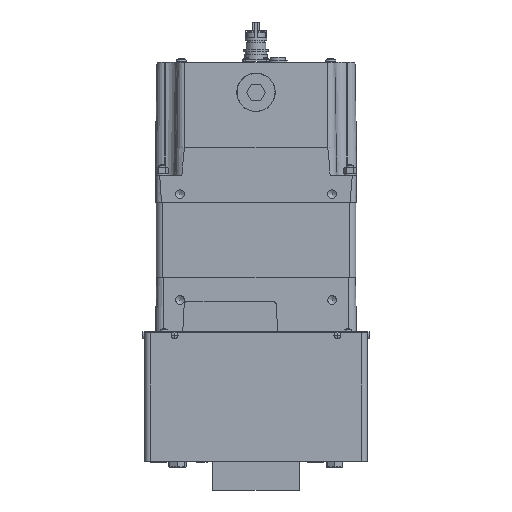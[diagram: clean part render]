
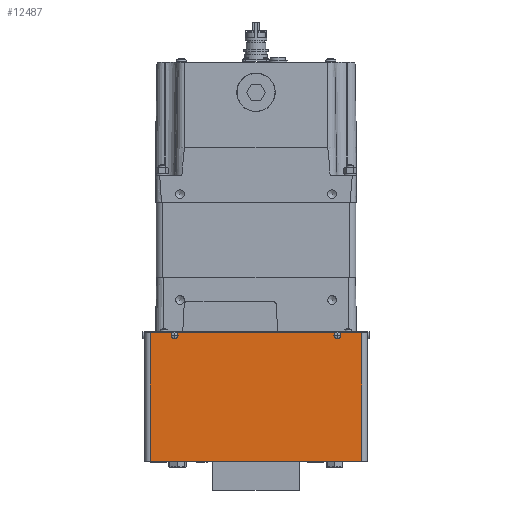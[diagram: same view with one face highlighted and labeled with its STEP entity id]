
A CAD part, left-side view. The second image highlights one B-rep face of the part: STEP entity #12487.
In plain terms, the highlighted planar face has unit normal (-1, 0, 0).
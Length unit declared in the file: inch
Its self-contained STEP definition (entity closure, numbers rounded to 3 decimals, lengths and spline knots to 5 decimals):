
#823=LINE('',#20054,#1990);
#840=LINE('',#20114,#2007);
#848=LINE('',#20142,#2015);
#849=LINE('',#20144,#2016);
#1990=VECTOR('',#15895,9.75);
#2007=VECTOR('',#15944,9.75);
#2015=VECTOR('',#15972,5.9375);
#2016=VECTOR('',#15975,5.9375);
#2890=PLANE('',#14052);
#3636=FACE_BOUND('',#4493,.T.);
#3637=FACE_BOUND('',#4494,.T.);
#3989=FACE_OUTER_BOUND('',#4492,.T.);
#4492=EDGE_LOOP('',(#10279,#10280,#10281,#10282));
#4493=EDGE_LOOP('',(#10283));
#4494=EDGE_LOOP('',(#10284));
#5530=VERTEX_POINT('',#20051);
#5531=VERTEX_POINT('',#20053);
#5554=VERTEX_POINT('',#20103);
#5558=VERTEX_POINT('',#20112);
#5569=VERTEX_POINT('',#20145);
#5570=VERTEX_POINT('',#20147);
#7704=EDGE_CURVE('',#5531,#5530,#823,.T.);
#7735=EDGE_CURVE('',#5554,#5558,#840,.T.);
#7749=EDGE_CURVE('',#5558,#5531,#848,.T.);
#7750=EDGE_CURVE('',#5554,#5530,#849,.T.);
#7751=EDGE_CURVE('',#5569,#5569,#13149,.T.);
#7752=EDGE_CURVE('',#5570,#5570,#13150,.T.);
#10279=ORIENTED_EDGE('',*,*,#7704,.T.);
#10280=ORIENTED_EDGE('',*,*,#7750,.F.);
#10281=ORIENTED_EDGE('',*,*,#7735,.T.);
#10282=ORIENTED_EDGE('',*,*,#7749,.T.);
#10283=ORIENTED_EDGE('',*,*,#7751,.T.);
#10284=ORIENTED_EDGE('',*,*,#7752,.T.);
#12487=ADVANCED_FACE('',(#3989,#3636,#3637),#2890,.T.);
#13149=CIRCLE('',#14053,0.09375);
#13150=CIRCLE('',#14054,0.09375);
#14052=AXIS2_PLACEMENT_3D('',#20143,#15973,#15974);
#14053=AXIS2_PLACEMENT_3D('',#20146,#15976,#15977);
#14054=AXIS2_PLACEMENT_3D('',#20148,#15978,#15979);
#15895=DIRECTION('',(0.,1.,0.));
#15944=DIRECTION('',(0.,-1.,0.));
#15972=DIRECTION('',(0.,0.,1.));
#15973=DIRECTION('center_axis',(-1.,0.,0.));
#15974=DIRECTION('ref_axis',(0.,0.,1.));
#15975=DIRECTION('',(0.,0.,1.));
#15976=DIRECTION('center_axis',(1.,0.,0.));
#15977=DIRECTION('ref_axis',(0.,0.,
-1.));
#15978=DIRECTION('center_axis',(1.,0.,0.));
#15979=DIRECTION('ref_axis',(0.,0.,
-1.));
#20051=CARTESIAN_POINT('',(-4.125,4.875,0.25));
#20053=CARTESIAN_POINT('',(-4.125,-4.875,0.25));
#20054=CARTESIAN_POINT('',(-4.125,4.875,0.25));
#20103=CARTESIAN_POINT('',(-4.125,4.875,-5.6875));
#20112=CARTESIAN_POINT('',(-4.125,-4.875,-5.6875));
#20114=CARTESIAN_POINT('',(-4.125,4.875,-5.6875));
#20142=CARTESIAN_POINT('',(-4.125,-4.875,-2.71875));
#20143=CARTESIAN_POINT('Origin',(-4.125,-4.875,-2.71875));
#20144=CARTESIAN_POINT('',(-4.125,4.875,-2.71875));
#20145=CARTESIAN_POINT('',(-4.125,-3.75,0.21875));
#20146=CARTESIAN_POINT('Origin',(-4.125,-3.75,0.125));
#20147=CARTESIAN_POINT('',(-4.125,3.75,0.21875));
#20148=CARTESIAN_POINT('Origin',(-4.125,3.75,0.125));
